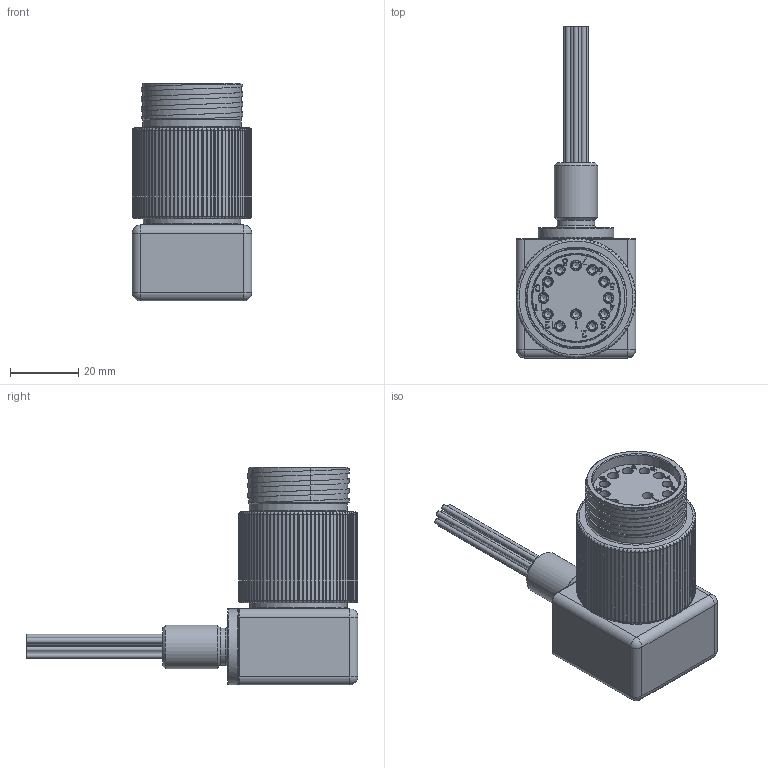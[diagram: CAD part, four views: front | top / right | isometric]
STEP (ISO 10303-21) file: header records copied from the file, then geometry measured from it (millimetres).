
FILE_DESCRIPTION(/* description */ ('','CAx-IF Rec.Pracs.---Representation and Presentation of Product Manufacturing Information (PMI)---4.0---2014-10-13'),/* implementation_level */ '2;1');
FILE_NAME(/* name */ 'MCBHRA12F RADLSA-M.stp',/* time_stamp */ '2024-03-13T10:14:20+01:00',/* author */ ('sh'),/* organization */ (''),/* preprocessor_version */ 'ST-DEVELOPER v19.2',/* originating_system */ 'Autodesk Inventor 2023',/* authorisation */ '');
FILE_SCHEMA (('AP242_MANAGED_MODEL_BASED_3D_ENGINEERING_MIM_LF { 1 0 10303 442 1 1 4 }'));
Products named in the file (1): MCBHRA12F RADLSA-M
Bounding box: 34.92 x 97.16 x 63.71 mm (x, y, z)
Volume: 61874.3 mm3; surface area: 23887.2 mm2
Topology: 1 solids, 18 shells, 1197 faces, 3262 edges, 2143 vertices
Faces by surface type: plane 570, cylinder 251, torus 159, bspline 148, cone 65, sphere 4
Full cylindrical faces by diameter (mm): 1.473 x12, 2.037 x12, 2.057 x12, 2.743 x12, 3.175 x60, 10.922 x1, 12.7 x1, 14.275 x1, 18.694 x1, 19.05 x1, 22.225 x1, 23.368 x1, 23.749 x1, 25.4 x2, 25.654 x1, 28.575 x2, 28.804 x1, 28.956 x3, 29.743 x3, 30.048 x2, 31.267 x1
Entity records: 54800 total; most frequent: CARTESIAN_POINT 24042, ORIENTED_EDGE 6492, DIRECTION 5763, EDGE_CURVE 3246, AXIS2_PLACEMENT_3D 2245, VERTEX_POINT 2143, EDGE_LOOP 1296, LINE 1273
